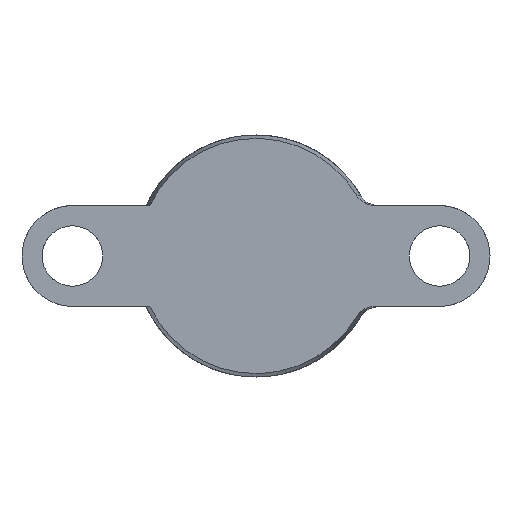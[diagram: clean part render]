
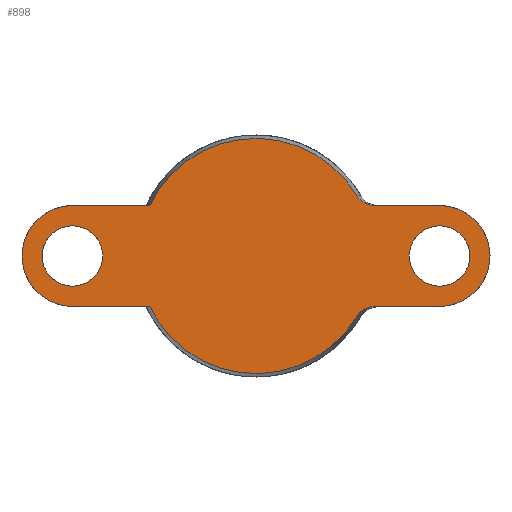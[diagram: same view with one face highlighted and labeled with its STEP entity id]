
A CAD part, front view. The second image highlights one B-rep face of the part: STEP entity #898.
In plain terms, the highlighted planar face has unit normal (0, -1, 0).
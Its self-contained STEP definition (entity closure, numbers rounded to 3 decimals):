
#6 = EDGE_CURVE ( 'NONE', #202, #1085, #31, .T. ) ;
#31 = CIRCLE ( 'NONE', #1030, 29.143 ) ;
#61 = CARTESIAN_POINT ( 'NONE',  ( 27.255, 0., -12.953 ) ) ;
#75 = VECTOR ( 'NONE', #258, 1000. ) ;
#87 = CARTESIAN_POINT ( 'NONE',  ( 27.871, 0., -12.72 ) ) ;
#93 = AXIS2_PLACEMENT_3D ( 'NONE', #809, #992, #1093 ) ;
#100 = CARTESIAN_POINT ( 'NONE',  ( 25.507, 0., 14.24 ) ) ;
#106 = CARTESIAN_POINT ( 'NONE',  ( -45.5, 0., 0. ) ) ;
#112 = CARTESIAN_POINT ( 'NONE',  ( 45.5, 0., 12.5 ) ) ;
#139 = EDGE_CURVE ( 'NONE', #951, #951, #1114, .T. ) ;
#140 = B_SPLINE_CURVE_WITH_KNOTS ( 'NONE', 3,
 ( #1084, #612, #518, #708, #680, #508, #395, #787, #990, #1189, #294, #100, #694, #306 ),
 .UNSPECIFIED., .F., .F.,
 ( 4, 2, 2, 2, 2, 2, 4 ),
 ( 0., 0.001, 0.002, 0.003, 0.003, 0.004, 0.005 ),
 .UNSPECIFIED. ) ;
#156 = CARTESIAN_POINT ( 'NONE',  ( 25.011, 0., -14.959 ) ) ;
#167 = ORIENTED_EDGE ( 'NONE', *, *, #621, .F. ) ;
#174 = DIRECTION ( 'NONE',  ( 0., 1., 0. ) ) ;
#175 = DIRECTION ( 'NONE',  ( 1., 0., 0. ) ) ;
#184 = LINE ( 'NONE', #276, #878 ) ;
#190 = DIRECTION ( 'NONE',  ( 0., 0., 1. ) ) ;
#191 = DIRECTION ( 'NONE',  ( 0., 0., -1. ) ) ;
#197 = EDGE_CURVE ( 'NONE', #827, #1229, #1221, .T. ) ;
#202 = VERTEX_POINT ( 'NONE', #501 ) ;
#226 = DIRECTION ( 'NONE',  ( 0., 1., 0. ) ) ;
#251 = CARTESIAN_POINT ( 'NONE',  ( 0., 0., 0. ) ) ;
#252 = CARTESIAN_POINT ( 'NONE',  ( 29.374, 0., -12.5 ) ) ;
#258 = DIRECTION ( 'NONE',  ( 1., 0., 0. ) ) ;
#271 = DIRECTION ( 'NONE',  ( 0., -1., 0. ) ) ;
#276 = CARTESIAN_POINT ( 'NONE',  ( 15., 0., 12.5 ) ) ;
#280 = EDGE_LOOP ( 'NONE', ( #167 ) ) ;
#283 = ORIENTED_EDGE ( 'NONE', *, *, #197, .T. ) ;
#294 = CARTESIAN_POINT ( 'NONE',  ( 25.976, 0., 13.785 ) ) ;
#301 = DIRECTION ( 'NONE',  ( 0., -1., 0. ) ) ;
#306 = CARTESIAN_POINT ( 'NONE',  ( 25.011, 0., 14.959 ) ) ;
#320 = EDGE_LOOP ( 'NONE', ( #1103 ) ) ;
#336 = EDGE_CURVE ( 'NONE', #1007, #987, #351, .T. ) ;
#351 = CIRCLE ( 'NONE', #798, 29.143 ) ;
#358 = DIRECTION ( 'NONE',  ( 0., 0., -1. ) ) ;
#366 = CARTESIAN_POINT ( 'NONE',  ( 26.862, 0., -13.142 ) ) ;
#367 = CARTESIAN_POINT ( 'NONE',  ( 29.374, 0., 12.5 ) ) ;
#372 = PLANE ( 'NONE',  #950 ) ;
#376 = LINE ( 'NONE', #770, #554 ) ;
#378 = FACE_BOUND ( 'NONE', #280, .T. ) ;
#388 = CIRCLE ( 'NONE', #822, 12.5 ) ;
#395 = CARTESIAN_POINT ( 'NONE',  ( 27.057, 0., 13.048 ) ) ;
#407 = B_SPLINE_CURVE_WITH_KNOTS ( 'NONE', 3,
 ( #156, #753, #655, #962, #847, #1258, #366, #61, #1058, #87, #457, #1148, #1077 ),
 .UNSPECIFIED., .F., .F.,
 ( 4, 2, 2, 1, 2, 2, 4 ),
 ( 0., 0.001, 0.002, 0.003, 0.003, 0.004, 0.005 ),
 .UNSPECIFIED. ) ;
#408 = DIRECTION ( 'NONE',  ( 0., 0., 1. ) ) ;
#423 = VERTEX_POINT ( 'NONE', #367 ) ;
#433 = ORIENTED_EDGE ( 'NONE', *, *, #6, .T. ) ;
#450 = DIRECTION ( 'NONE',  ( -1., 0., 0. ) ) ;
#456 = CARTESIAN_POINT ( 'NONE',  ( 45.5, 0., 7.5 ) ) ;
#457 = CARTESIAN_POINT ( 'NONE',  ( 28.503, 0., -12.556 ) ) ;
#466 = CARTESIAN_POINT ( 'NONE',  ( 45.5, 0., 0. ) ) ;
#476 = ORIENTED_EDGE ( 'NONE', *, *, #481, .F. ) ;
#481 = EDGE_CURVE ( 'NONE', #423, #623, #184, .T. ) ;
#501 = CARTESIAN_POINT ( 'NONE',  ( -26.326, 0., -12.5 ) ) ;
#508 = CARTESIAN_POINT ( 'NONE',  ( 27.253, 0., 12.954 ) ) ;
#511 = VECTOR ( 'NONE', #1116, 1000. ) ;
#518 = CARTESIAN_POINT ( 'NONE',  ( 28.502, 0., 12.556 ) ) ;
#554 = VECTOR ( 'NONE', #450, 1000. ) ;
#563 = VERTEX_POINT ( 'NONE', #1191 ) ;
#565 = FACE_OUTER_BOUND ( 'NONE', #961, .T. ) ;
#573 = DIRECTION ( 'NONE',  ( 0., 0., 1. ) ) ;
#579 = ORIENTED_EDGE ( 'NONE', *, *, #894, .T. ) ;
#587 = CARTESIAN_POINT ( 'NONE',  ( 45.5, 0., -12.5 ) ) ;
#597 = CARTESIAN_POINT ( 'NONE',  ( 25.011, 0., 14.959 ) ) ;
#612 = CARTESIAN_POINT ( 'NONE',  ( 28.933, 0., 12.5 ) ) ;
#620 = EDGE_CURVE ( 'NONE', #423, #1007, #140, .T. ) ;
#621 = EDGE_CURVE ( 'NONE', #563, #563, #967, .T. ) ;
#623 = VERTEX_POINT ( 'NONE', #112 ) ;
#655 = CARTESIAN_POINT ( 'NONE',  ( 25.508, 0., -14.24 ) ) ;
#661 = CARTESIAN_POINT ( 'NONE',  ( -29.143, 0., 0. ) ) ;
#680 = CARTESIAN_POINT ( 'NONE',  ( 27.659, 0., 12.79 ) ) ;
#694 = CARTESIAN_POINT ( 'NONE',  ( 25.237, 0., 14.58 ) ) ;
#708 = CARTESIAN_POINT ( 'NONE',  ( 27.869, 0., 12.721 ) ) ;
#712 = CARTESIAN_POINT ( 'NONE',  ( -15., 0., 12.5 ) ) ;
#725 = ORIENTED_EDGE ( 'NONE', *, *, #867, .T. ) ;
#729 = CARTESIAN_POINT ( 'NONE',  ( 0., 0., 0. ) ) ;
#750 = DIRECTION ( 'NONE',  ( 0., 1., 0. ) ) ;
#753 = CARTESIAN_POINT ( 'NONE',  ( 25.237, 0., -14.58 ) ) ;
#760 = CARTESIAN_POINT ( 'NONE',  ( -45.5, 0., 12.5 ) ) ;
#770 = CARTESIAN_POINT ( 'NONE',  ( 15., 0., -12.5 ) ) ;
#787 = CARTESIAN_POINT ( 'NONE',  ( 26.678, 0., 13.261 ) ) ;
#798 = AXIS2_PLACEMENT_3D ( 'NONE', #729, #1126, #358 ) ;
#809 = CARTESIAN_POINT ( 'NONE',  ( -45.5, 0., 0. ) ) ;
#822 = AXIS2_PLACEMENT_3D ( 'NONE', #466, #750, #1054 ) ;
#827 = VERTEX_POINT ( 'NONE', #760 ) ;
#832 = ORIENTED_EDGE ( 'NONE', *, *, #336, .T. ) ;
#847 = CARTESIAN_POINT ( 'NONE',  ( 26.146, 0., -13.64 ) ) ;
#849 = EDGE_CURVE ( 'NONE', #623, #1042, #388, .T. ) ;
#863 = FACE_BOUND ( 'NONE', #320, .T. ) ;
#867 = EDGE_CURVE ( 'NONE', #1229, #202, #1145, .T. ) ;
#877 = AXIS2_PLACEMENT_3D ( 'NONE', #1205, #226, #408 ) ;
#878 = VECTOR ( 'NONE', #175, 1000. ) ;
#894 = EDGE_CURVE ( 'NONE', #1085, #1128, #407, .T. ) ;
#898 = ADVANCED_FACE ( 'NONE', ( #565, #863, #378 ), #372, .F. ) ;
#907 = ORIENTED_EDGE ( 'NONE', *, *, #1278, .F. ) ;
#908 = LINE ( 'NONE', #712, #511 ) ;
#946 = ORIENTED_EDGE ( 'NONE', *, *, #849, .F. ) ;
#950 = AXIS2_PLACEMENT_3D ( 'NONE', #661, #174, #573 ) ;
#951 = VERTEX_POINT ( 'NONE', #456 ) ;
#952 = ORIENTED_EDGE ( 'NONE', *, *, #620, .T. ) ;
#961 = EDGE_LOOP ( 'NONE', ( #476, #952, #832, #970, #283, #725, #433, #579, #907, #946 ) ) ;
#962 = CARTESIAN_POINT ( 'NONE',  ( 25.977, 0., -13.784 ) ) ;
#967 = CIRCLE ( 'NONE', #1150, 7.5 ) ;
#970 = ORIENTED_EDGE ( 'NONE', *, *, #1154, .T. ) ;
#987 = VERTEX_POINT ( 'NONE', #1098 ) ;
#990 = CARTESIAN_POINT ( 'NONE',  ( 26.495, 0., 13.38 ) ) ;
#992 = DIRECTION ( 'NONE',  ( 0., -1., 0. ) ) ;
#1007 = VERTEX_POINT ( 'NONE', #597 ) ;
#1030 = AXIS2_PLACEMENT_3D ( 'NONE', #251, #271, #191 ) ;
#1042 = VERTEX_POINT ( 'NONE', #587 ) ;
#1054 = DIRECTION ( 'NONE',  ( 0., 0., -1. ) ) ;
#1058 = CARTESIAN_POINT ( 'NONE',  ( 27.662, 0., -12.789 ) ) ;
#1077 = CARTESIAN_POINT ( 'NONE',  ( 29.374, 0., -12.5 ) ) ;
#1084 = CARTESIAN_POINT ( 'NONE',  ( 29.374, 0., 12.5 ) ) ;
#1085 = VERTEX_POINT ( 'NONE', #1122 ) ;
#1093 = DIRECTION ( 'NONE',  ( 0., 0., -1. ) ) ;
#1098 = CARTESIAN_POINT ( 'NONE',  ( -26.326, 0., 12.5 ) ) ;
#1103 = ORIENTED_EDGE ( 'NONE', *, *, #139, .T. ) ;
#1114 = CIRCLE ( 'NONE', #877, 7.5 ) ;
#1116 = DIRECTION ( 'NONE',  ( -1., 0., 0. ) ) ;
#1122 = CARTESIAN_POINT ( 'NONE',  ( 25.011, 0., -14.959 ) ) ;
#1126 = DIRECTION ( 'NONE',  ( 0., -1., 0. ) ) ;
#1128 = VERTEX_POINT ( 'NONE', #252 ) ;
#1145 = LINE ( 'NONE', #1254, #75 ) ;
#1148 = CARTESIAN_POINT ( 'NONE',  ( 28.933, 0., -12.5 ) ) ;
#1150 = AXIS2_PLACEMENT_3D ( 'NONE', #106, #301, #190 ) ;
#1154 = EDGE_CURVE ( 'NONE', #987, #827, #908, .T. ) ;
#1167 = CARTESIAN_POINT ( 'NONE',  ( -45.5, 0., -12.5 ) ) ;
#1189 = CARTESIAN_POINT ( 'NONE',  ( 26.144, 0., 13.642 ) ) ;
#1191 = CARTESIAN_POINT ( 'NONE',  ( -45.5, 0., 7.5 ) ) ;
#1205 = CARTESIAN_POINT ( 'NONE',  ( 45.5, 0., 0. ) ) ;
#1221 = CIRCLE ( 'NONE', #93, 12.5 ) ;
#1229 = VERTEX_POINT ( 'NONE', #1167 ) ;
#1254 = CARTESIAN_POINT ( 'NONE',  ( -15., 0., -12.5 ) ) ;
#1258 = CARTESIAN_POINT ( 'NONE',  ( 26.497, 0., -13.379 ) ) ;
#1278 = EDGE_CURVE ( 'NONE', #1042, #1128, #376, .T. ) ;
